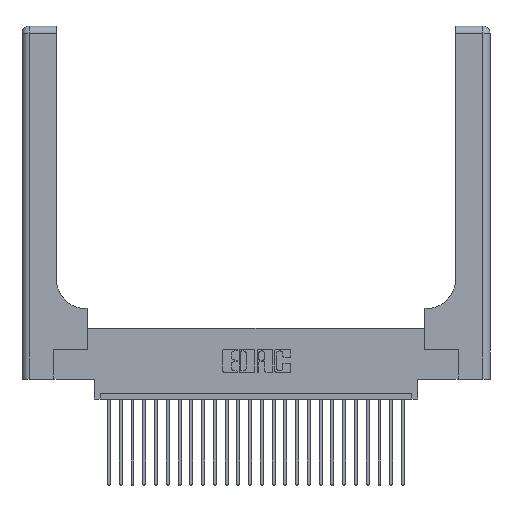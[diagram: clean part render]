
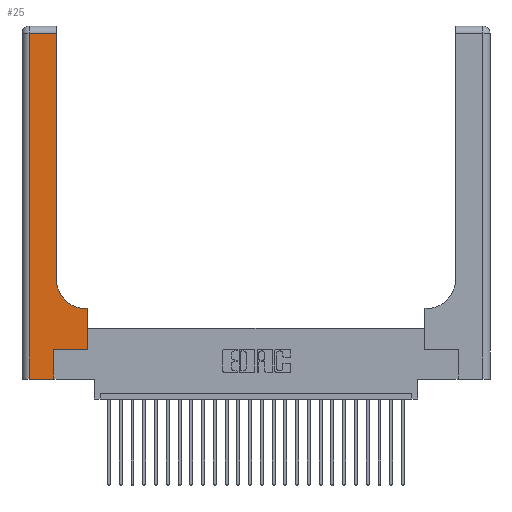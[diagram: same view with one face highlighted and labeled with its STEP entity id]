
A CAD part, top view. The second image highlights one B-rep face of the part: STEP entity #25.
In plain terms, the highlighted planar face has unit normal (0, 0, 1).
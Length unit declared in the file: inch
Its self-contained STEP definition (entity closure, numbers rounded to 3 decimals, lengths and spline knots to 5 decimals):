
#25 = ADVANCED_FACE ( 'NONE', ( #19859 ), #18283, .F. ) ;
#170 = VECTOR ( 'NONE', #15001, 39.37008 ) ;
#191 = ORIENTED_EDGE ( 'NONE', *, *, #19997, .T. ) ;
#366 = VERTEX_POINT ( 'NONE', #3126 ) ;
#805 = LINE ( 'NONE', #2823, #22014 ) ;
#1010 = DIRECTION ( 'NONE',  ( 0., 0., -1. ) ) ;
#1286 = LINE ( 'NONE', #20938, #15683 ) ;
#1513 = EDGE_CURVE ( 'NONE', #16214, #25311, #13627, .T. ) ;
#1879 = CARTESIAN_POINT ( 'NONE',  ( 0.2915, 0.85, 0.37 ) ) ;
#1897 = DIRECTION ( 'NONE',  ( 0., 1., 0. ) ) ;
#2761 = EDGE_LOOP ( 'NONE', ( #15671, #12846, #13341, #14994, #13206, #26913, #17738, #5292, #191 ) ) ;
#2823 = CARTESIAN_POINT ( 'NONE',  ( 0.2915, 0.6, 0.37 ) ) ;
#3126 = CARTESIAN_POINT ( 'NONE',  ( 0.5585, 0.6, 0.37 ) ) ;
#3138 = AXIS2_PLACEMENT_3D ( 'NONE', #13550, #1010, #17618 ) ;
#4373 = CARTESIAN_POINT ( 'NONE',  ( 0.06, 2.94, 0.37 ) ) ;
#4379 = CARTESIAN_POINT ( 'NONE',  ( 0., 2.94, 0.37 ) ) ;
#4383 = LINE ( 'NONE', #4550, #23925 ) ;
#4550 = CARTESIAN_POINT ( 'NONE',  ( 0.269, 0.25, 0.37 ) ) ;
#5182 = EDGE_CURVE ( 'NONE', #22571, #16033, #8822, .T. ) ;
#5292 = ORIENTED_EDGE ( 'NONE', *, *, #15168, .T. ) ;
#6299 = CARTESIAN_POINT ( 'NONE',  ( 0.2915, 3., 0.37 ) ) ;
#6703 = CARTESIAN_POINT ( 'NONE',  ( 0.269, 0., 0.37 ) ) ;
#6724 = LINE ( 'NONE', #9162, #24943 ) ;
#7506 = VECTOR ( 'NONE', #1897, 39.37008 ) ;
#8822 = LINE ( 'NONE', #4379, #16354 ) ;
#9162 = CARTESIAN_POINT ( 'NONE',  ( 0.06, 3., 0.37 ) ) ;
#9301 = DIRECTION ( 'NONE',  ( -1., 0., 0. ) ) ;
#9350 = VECTOR ( 'NONE', #19447, 39.37008 ) ;
#10740 = DIRECTION ( 'NONE',  ( 1., 0., 0. ) ) ;
#10892 = CARTESIAN_POINT ( 'NONE',  ( 0.5585, 0.25, 0.37 ) ) ;
#11004 = CARTESIAN_POINT ( 'NONE',  ( 0.2915, 2.94, 0.37 ) ) ;
#11350 = LINE ( 'NONE', #10892, #170 ) ;
#12660 = CARTESIAN_POINT ( 'NONE',  ( 0.269, 0.25, 0.37 ) ) ;
#12846 = ORIENTED_EDGE ( 'NONE', *, *, #5182, .T. ) ;
#13206 = ORIENTED_EDGE ( 'NONE', *, *, #1513, .T. ) ;
#13341 = ORIENTED_EDGE ( 'NONE', *, *, #25457, .T. ) ;
#13550 = CARTESIAN_POINT ( 'NONE',  ( 0.5415, 0.85, 0.37 ) ) ;
#13627 = LINE ( 'NONE', #6703, #9350 ) ;
#13744 = LINE ( 'NONE', #6299, #7506 ) ;
#14294 = CARTESIAN_POINT ( 'NONE',  ( 0.269, 0., 0.37 ) ) ;
#14297 = DIRECTION ( 'NONE',  ( -1., 0., 0. ) ) ;
#14517 = CIRCLE ( 'NONE', #3138, 0.25 ) ;
#14994 = ORIENTED_EDGE ( 'NONE', *, *, #17042, .T. ) ;
#15001 = DIRECTION ( 'NONE',  ( 0., 1., 0. ) ) ;
#15168 = EDGE_CURVE ( 'NONE', #366, #23424, #805, .T. ) ;
#15387 = VERTEX_POINT ( 'NONE', #1879 ) ;
#15645 = EDGE_CURVE ( 'NONE', #25311, #20805, #4383, .T. ) ;
#15671 = ORIENTED_EDGE ( 'NONE', *, *, #16819, .T. ) ;
#15683 = VECTOR ( 'NONE', #19206, 39.37008 ) ;
#16033 = VERTEX_POINT ( 'NONE', #4373 ) ;
#16214 = VERTEX_POINT ( 'NONE', #14294 ) ;
#16345 = CARTESIAN_POINT ( 'NONE',  ( 0.5415, 0.6, 0.37 ) ) ;
#16354 = VECTOR ( 'NONE', #23378, 39.37008 ) ;
#16819 = EDGE_CURVE ( 'NONE', #15387, #22571, #13744, .T. ) ;
#17042 = EDGE_CURVE ( 'NONE', #26612, #16214, #1286, .T. ) ;
#17470 = DIRECTION ( 'NONE',  ( 0., -1., 0. ) ) ;
#17618 = DIRECTION ( 'NONE',  ( 1., 0., 0. ) ) ;
#17738 = ORIENTED_EDGE ( 'NONE', *, *, #18487, .T. ) ;
#18283 = PLANE ( 'NONE',  #23149 ) ;
#18487 = EDGE_CURVE ( 'NONE', #20805, #366, #11350, .T. ) ;
#19206 = DIRECTION ( 'NONE',  ( 1., 0., 0. ) ) ;
#19447 = DIRECTION ( 'NONE',  ( 0., 1., 0. ) ) ;
#19859 = FACE_OUTER_BOUND ( 'NONE', #2761, .T. ) ;
#19997 = EDGE_CURVE ( 'NONE', #23424, #15387, #14517, .T. ) ;
#20805 = VERTEX_POINT ( 'NONE', #22729 ) ;
#20938 = CARTESIAN_POINT ( 'NONE',  ( 0., 0., 0.37 ) ) ;
#21383 = CARTESIAN_POINT ( 'NONE',  ( 0.06, 0., 0.37 ) ) ;
#22014 = VECTOR ( 'NONE', #9301, 39.37008 ) ;
#22538 = DIRECTION ( 'NONE',  ( 0., 0., -1. ) ) ;
#22571 = VERTEX_POINT ( 'NONE', #11004 ) ;
#22729 = CARTESIAN_POINT ( 'NONE',  ( 0.5585, 0.25, 0.37 ) ) ;
#23149 = AXIS2_PLACEMENT_3D ( 'NONE', #24719, #22538, #14297 ) ;
#23378 = DIRECTION ( 'NONE',  ( -1., 0., 0. ) ) ;
#23424 = VERTEX_POINT ( 'NONE', #16345 ) ;
#23925 = VECTOR ( 'NONE', #10740, 39.37008 ) ;
#24719 = CARTESIAN_POINT ( 'NONE',  ( 0., 3., 0.37 ) ) ;
#24943 = VECTOR ( 'NONE', #17470, 39.37008 ) ;
#25311 = VERTEX_POINT ( 'NONE', #12660 ) ;
#25457 = EDGE_CURVE ( 'NONE', #16033, #26612, #6724, .T. ) ;
#26612 = VERTEX_POINT ( 'NONE', #21383 ) ;
#26913 = ORIENTED_EDGE ( 'NONE', *, *, #15645, .T. ) ;
